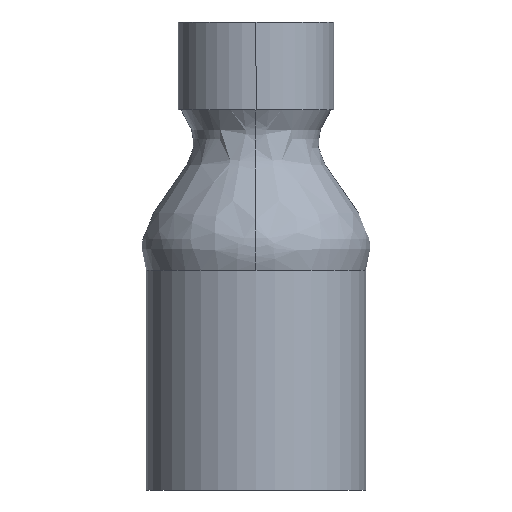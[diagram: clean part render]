
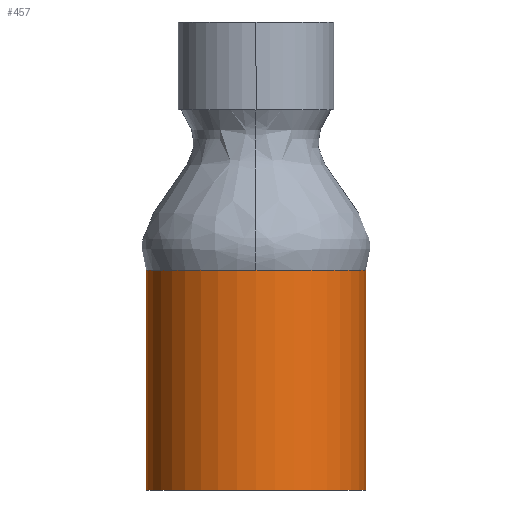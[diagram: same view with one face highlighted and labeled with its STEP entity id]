
A CAD part, left-side view. The second image highlights one B-rep face of the part: STEP entity #457.
In plain terms, the highlighted cylindrical face has radius 25 mm (diameter 50 mm), a partial arc.
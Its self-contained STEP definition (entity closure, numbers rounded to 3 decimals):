
#3 = EDGE_CURVE ( 'NONE', #1223, #88, #134, .T. ) ;
#50 = VERTEX_POINT ( 'NONE', #1480 ) ;
#60 = DIRECTION ( 'NONE',  ( 0., -1., 0. ) ) ;
#88 = VERTEX_POINT ( 'NONE', #880 ) ;
#134 = LINE ( 'NONE', #2500, #3320 ) ;
#251 = EDGE_CURVE ( 'NONE', #88, #3475, #1150, .T. ) ;
#457 = ADVANCED_FACE ( 'NONE', ( #3012 ), #899, .T. ) ;
#482 = EDGE_CURVE ( 'NONE', #50, #1946, #1806, .T. ) ;
#601 = DIRECTION ( 'NONE',  ( 0., -1., 0. ) ) ;
#627 = DIRECTION ( 'NONE',  ( 0., 0., -1. ) ) ;
#693 = CARTESIAN_POINT ( 'NONE',  ( 7.764, 80.162, 25. ) ) ;
#880 = CARTESIAN_POINT ( 'NONE',  ( 7.764, 30.162, 25. ) ) ;
#899 = CYLINDRICAL_SURFACE ( 'NONE', #1462, 25. ) ;
#972 = CARTESIAN_POINT ( 'NONE',  ( 7.764, 30.162, -25. ) ) ;
#1101 = CIRCLE ( 'NONE', #2270, 25. ) ;
#1150 = CIRCLE ( 'NONE', #1657, 25. ) ;
#1168 = AXIS2_PLACEMENT_3D ( 'NONE', #1486, #2670, #627 ) ;
#1223 = VERTEX_POINT ( 'NONE', #693 ) ;
#1425 = CARTESIAN_POINT ( 'NONE',  ( 7.764, 30.162, 0. ) ) ;
#1462 = AXIS2_PLACEMENT_3D ( 'NONE', #3617, #60, #3034 ) ;
#1480 = CARTESIAN_POINT ( 'NONE',  ( 7.764, 80.162, -25. ) ) ;
#1486 = CARTESIAN_POINT ( 'NONE',  ( 7.764, 30.162, 0. ) ) ;
#1513 = DIRECTION ( 'NONE',  ( 0., -1., 0. ) ) ;
#1657 = AXIS2_PLACEMENT_3D ( 'NONE', #1425, #2067, #1723 ) ;
#1723 = DIRECTION ( 'NONE',  ( 0., 0., -1. ) ) ;
#1786 = DIRECTION ( 'NONE',  ( 0., -1., 0. ) ) ;
#1806 = LINE ( 'NONE', #2993, #2133 ) ;
#1809 = DIRECTION ( 'NONE',  ( 0., 0., -1. ) ) ;
#1946 = VERTEX_POINT ( 'NONE', #972 ) ;
#2067 = DIRECTION ( 'NONE',  ( 0., -1., 0. ) ) ;
#2133 = VECTOR ( 'NONE', #1513, 1000. ) ;
#2167 = CARTESIAN_POINT ( 'NONE',  ( 7.764, 80.162, 0. ) ) ;
#2185 = ORIENTED_EDGE ( 'NONE', *, *, #3, .F. ) ;
#2213 = EDGE_LOOP ( 'NONE', ( #2185, #2665, #3024, #2543, #2785 ) ) ;
#2270 = AXIS2_PLACEMENT_3D ( 'NONE', #2167, #601, #1809 ) ;
#2500 = CARTESIAN_POINT ( 'NONE',  ( 7.764, -6.26, 25. ) ) ;
#2543 = ORIENTED_EDGE ( 'NONE', *, *, #3016, .F. ) ;
#2594 = EDGE_CURVE ( 'NONE', #1223, #50, #1101, .T. ) ;
#2665 = ORIENTED_EDGE ( 'NONE', *, *, #2594, .T. ) ;
#2670 = DIRECTION ( 'NONE',  ( 0., -1., 0. ) ) ;
#2785 = ORIENTED_EDGE ( 'NONE', *, *, #251, .F. ) ;
#2993 = CARTESIAN_POINT ( 'NONE',  ( 7.764, -6.26, -25. ) ) ;
#3012 = FACE_OUTER_BOUND ( 'NONE', #2213, .T. ) ;
#3016 = EDGE_CURVE ( 'NONE', #3475, #1946, #3224, .T. ) ;
#3024 = ORIENTED_EDGE ( 'NONE', *, *, #482, .T. ) ;
#3034 = DIRECTION ( 'NONE',  ( 0., 0., -1. ) ) ;
#3224 = CIRCLE ( 'NONE', #1168, 25. ) ;
#3320 = VECTOR ( 'NONE', #1786, 1000. ) ;
#3475 = VERTEX_POINT ( 'NONE', #3677 ) ;
#3617 = CARTESIAN_POINT ( 'NONE',  ( 7.764, -6.26, 0. ) ) ;
#3677 = CARTESIAN_POINT ( 'NONE',  ( -17.236, 30.162, 0. ) ) ;
